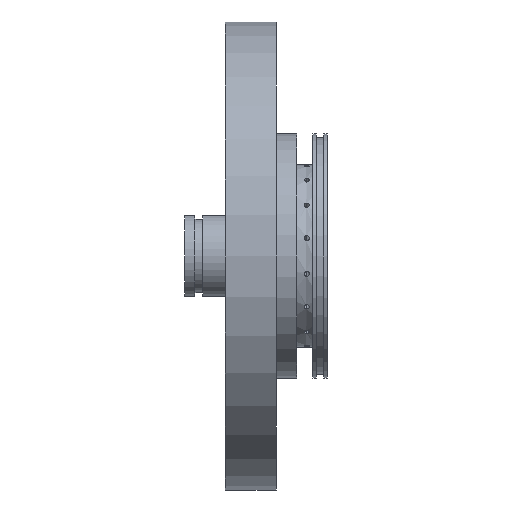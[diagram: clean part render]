
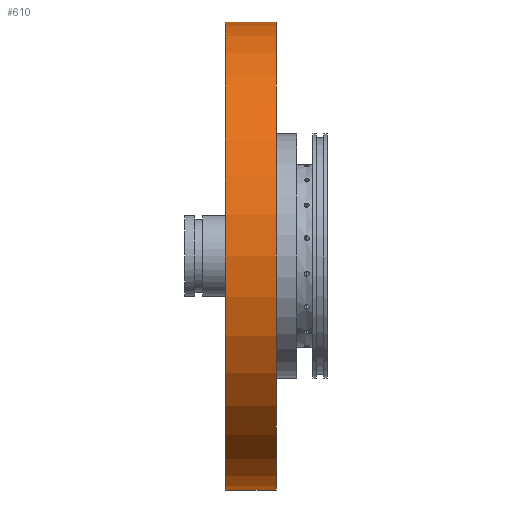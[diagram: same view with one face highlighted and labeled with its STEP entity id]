
A CAD part, left-side view. The second image highlights one B-rep face of the part: STEP entity #610.
In plain terms, the highlighted cylindrical face has radius 73.025 mm (diameter 146.05 mm), a partial arc.
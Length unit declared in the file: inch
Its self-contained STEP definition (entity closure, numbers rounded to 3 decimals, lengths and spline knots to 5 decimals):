
#265 = DIRECTION ( 'NONE',  ( 0., 1., 0. ) ) ;
#350 = ORIENTED_EDGE ( 'NONE', *, *, #4352, .T. ) ;
#486 = CARTESIAN_POINT ( 'NONE',  ( 0., 1.25, -2.875 ) ) ;
#610 = ADVANCED_FACE ( 'NONE', ( #8472 ), #1810, .T. ) ;
#692 = VECTOR ( 'NONE', #3051, 39.37008 ) ;
#1148 = LINE ( 'NONE', #3997, #7647 ) ;
#1208 = CARTESIAN_POINT ( 'NONE',  ( 0., 1.25, 0. ) ) ;
#1675 = VERTEX_POINT ( 'NONE', #1912 ) ;
#1757 = VERTEX_POINT ( 'NONE', #486 ) ;
#1810 = CYLINDRICAL_SURFACE ( 'NONE', #7894, 2.875 ) ;
#1912 = CARTESIAN_POINT ( 'NONE',  ( 0., 0.625, -2.875 ) ) ;
#2344 = DIRECTION ( 'NONE',  ( 0., 0., 1. ) ) ;
#2652 = CIRCLE ( 'NONE', #7983, 2.875 ) ;
#3051 = DIRECTION ( 'NONE',  ( 0., 1., 0. ) ) ;
#3362 = EDGE_LOOP ( 'NONE', ( #6099, #4576, #5178, #350 ) ) ;
#3994 = CIRCLE ( 'NONE', #5498, 2.875 ) ;
#3997 = CARTESIAN_POINT ( 'NONE',  ( 0., 0.625, 2.875 ) ) ;
#4213 = EDGE_CURVE ( 'NONE', #1675, #1757, #6055, .T. ) ;
#4352 = EDGE_CURVE ( 'NONE', #5497, #1757, #2652, .T. ) ;
#4394 = CARTESIAN_POINT ( 'NONE',  ( 0., 0.625, 0. ) ) ;
#4527 = CARTESIAN_POINT ( 'NONE',  ( 0., 0.625, -2.875 ) ) ;
#4547 = VERTEX_POINT ( 'NONE', #4660 ) ;
#4576 = ORIENTED_EDGE ( 'NONE', *, *, #8738, .T. ) ;
#4588 = CARTESIAN_POINT ( 'NONE',  ( 0., 1.25, 2.875 ) ) ;
#4660 = CARTESIAN_POINT ( 'NONE',  ( 0., 0.625, 2.875 ) ) ;
#5178 = ORIENTED_EDGE ( 'NONE', *, *, #8075, .T. ) ;
#5497 = VERTEX_POINT ( 'NONE', #4588 ) ;
#5498 = AXIS2_PLACEMENT_3D ( 'NONE', #4394, #265, #2344 ) ;
#6055 = LINE ( 'NONE', #4527, #692 ) ;
#6099 = ORIENTED_EDGE ( 'NONE', *, *, #4213, .F. ) ;
#6895 = DIRECTION ( 'NONE',  ( 0., 0., 1. ) ) ;
#6946 = CARTESIAN_POINT ( 'NONE',  ( 0., 0.625, 0. ) ) ;
#7048 = DIRECTION ( 'NONE',  ( 0., 0., 1. ) ) ;
#7647 = VECTOR ( 'NONE', #9083, 39.37008 ) ;
#7894 = AXIS2_PLACEMENT_3D ( 'NONE', #6946, #9234, #6895 ) ;
#7983 = AXIS2_PLACEMENT_3D ( 'NONE', #1208, #9143, #7048 ) ;
#8075 = EDGE_CURVE ( 'NONE', #4547, #5497, #1148, .T. ) ;
#8472 = FACE_OUTER_BOUND ( 'NONE', #3362, .T. ) ;
#8738 = EDGE_CURVE ( 'NONE', #1675, #4547, #3994, .T. ) ;
#9083 = DIRECTION ( 'NONE',  ( 0., 1., 0. ) ) ;
#9143 = DIRECTION ( 'NONE',  ( 0., -1., 0. ) ) ;
#9234 = DIRECTION ( 'NONE',  ( 0., 1., 0. ) ) ;
